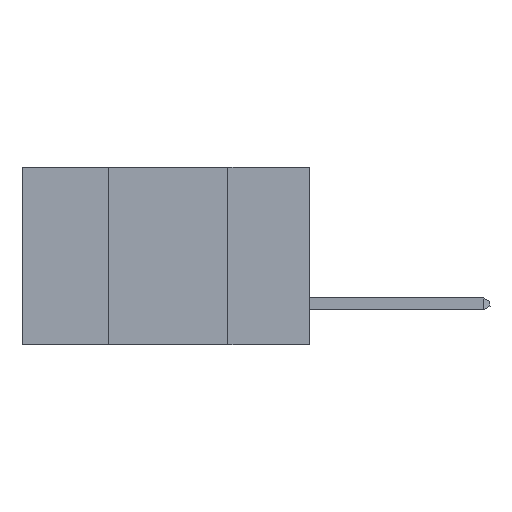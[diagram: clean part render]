
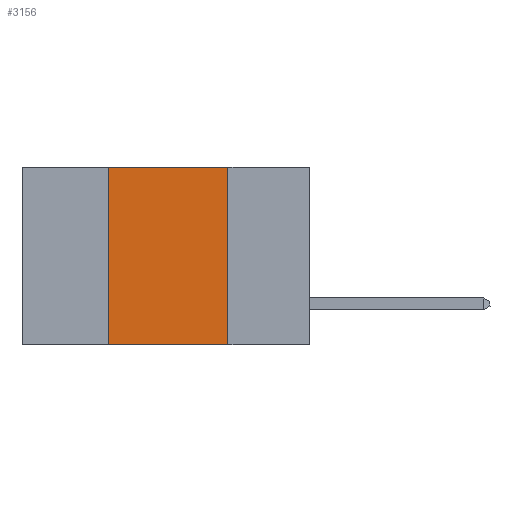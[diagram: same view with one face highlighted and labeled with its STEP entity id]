
A CAD part, left-side view. The second image highlights one B-rep face of the part: STEP entity #3156.
In plain terms, the highlighted planar face has unit normal (-1, 0, 0).
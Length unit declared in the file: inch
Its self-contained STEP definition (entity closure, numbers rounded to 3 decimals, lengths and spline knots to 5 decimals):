
#345 = CARTESIAN_POINT ( 'NONE',  ( 0., 0.42, 0. ) ) ;
#959 = VERTEX_POINT ( 'NONE', #8517 ) ;
#1382 = CARTESIAN_POINT ( 'NONE',  ( 0., 0.6, -0.37 ) ) ;
#1584 = VECTOR ( 'NONE', #11037, 39.37008 ) ;
#1586 = ORIENTED_EDGE ( 'NONE', *, *, #7270, .F. ) ;
#1687 = CARTESIAN_POINT ( 'NONE',  ( 0., 0.17, 0. ) ) ;
#2699 = VERTEX_POINT ( 'NONE', #7801 ) ;
#3156 = ADVANCED_FACE ( 'NONE', ( #7049 ), #3546, .F. ) ;
#3476 = DIRECTION ( 'NONE',  ( 0., 0., -1. ) ) ;
#3530 = DIRECTION ( 'NONE',  ( 1., 0., 0. ) ) ;
#3546 = PLANE ( 'NONE',  #13584 ) ;
#3580 = CARTESIAN_POINT ( 'NONE',  ( 0., 0.6, 0. ) ) ;
#3666 = LINE ( 'NONE', #1382, #14797 ) ;
#4725 = LINE ( 'NONE', #12031, #12964 ) ;
#4728 = VERTEX_POINT ( 'NONE', #11315 ) ;
#4959 = EDGE_CURVE ( 'NONE', #10556, #4728, #3666, .T. ) ;
#5687 = EDGE_CURVE ( 'NONE', #2699, #959, #4725, .T. ) ;
#6111 = VECTOR ( 'NONE', #7769, 39.37008 ) ;
#6903 = CARTESIAN_POINT ( 'NONE',  ( 0., 0.42, -0.37 ) ) ;
#7049 = FACE_OUTER_BOUND ( 'NONE', #13015, .T. ) ;
#7270 = EDGE_CURVE ( 'NONE', #10556, #2699, #12099, .T. ) ;
#7640 = DIRECTION ( 'NONE',  ( 0., -1., 0. ) ) ;
#7769 = DIRECTION ( 'NONE',  ( 0., 0., 1. ) ) ;
#7801 = CARTESIAN_POINT ( 'NONE',  ( 0., 0.42, 0. ) ) ;
#8517 = CARTESIAN_POINT ( 'NONE',  ( 0., 0.17, 0. ) ) ;
#8647 = ORIENTED_EDGE ( 'NONE', *, *, #13885, .F. ) ;
#10556 = VERTEX_POINT ( 'NONE', #6903 ) ;
#10743 = DIRECTION ( 'NONE',  ( 0., -1., 0. ) ) ;
#10929 = LINE ( 'NONE', #1687, #1584 ) ;
#11037 = DIRECTION ( 'NONE',  ( 0., 0., -1. ) ) ;
#11315 = CARTESIAN_POINT ( 'NONE',  ( 0., 0.17, -0.37 ) ) ;
#11591 = ORIENTED_EDGE ( 'NONE', *, *, #5687, .F. ) ;
#12031 = CARTESIAN_POINT ( 'NONE',  ( 0., 0.6, 0. ) ) ;
#12099 = LINE ( 'NONE', #345, #6111 ) ;
#12964 = VECTOR ( 'NONE', #7640, 39.37008 ) ;
#13015 = EDGE_LOOP ( 'NONE', ( #8647, #11591, #1586, #13763 ) ) ;
#13584 = AXIS2_PLACEMENT_3D ( 'NONE', #3580, #3530, #3476 ) ;
#13763 = ORIENTED_EDGE ( 'NONE', *, *, #4959, .T. ) ;
#13885 = EDGE_CURVE ( 'NONE', #959, #4728, #10929, .T. ) ;
#14797 = VECTOR ( 'NONE', #10743, 39.37008 ) ;
